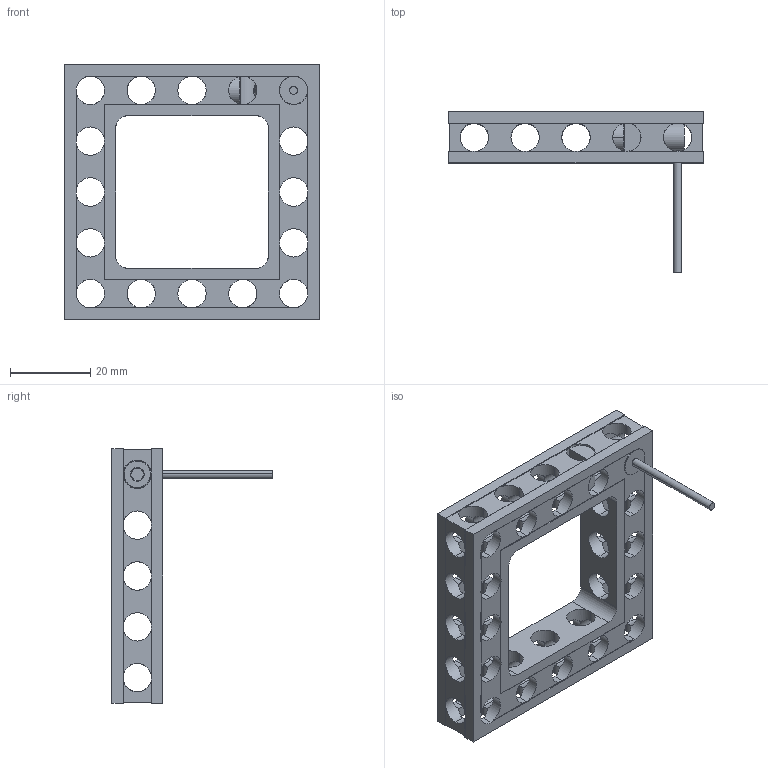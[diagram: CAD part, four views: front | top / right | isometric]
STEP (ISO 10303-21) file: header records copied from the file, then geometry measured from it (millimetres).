
FILE_DESCRIPTION (( 'STEP AP214' ), '1' );
FILE_NAME ('RodFlexureAssembly.STEP', '2016-08-15T15:59:23', ( '' ), ( '' ), 'SwSTEP 2.0', 'SolidWorks 2014', '' );
FILE_SCHEMA (( 'AUTOMOTIVE_DESIGN' ));
Length unit declared in the file: metre
Products named in the file (7): Rodfastener2; WasherRodFastener; B11-5-5-N; RodFlexureAssembly; 91290A144_BLACK-OXIDE CLASS 12.9 SOCKET HEAD CAP SCREW_91290A144; W11-1-M4_STS; Rod
Assembly tree (7 placements, depth 2):
  RodFlexureAssembly
    B11-5-5-N
    WasherRodFastener  x2
    Rodfastener2
    Rod
    W11-1-M4_STS
    91290A144_BLACK-OXIDE CLASS 12.9 SOCKET HEAD CAP SCREW_91290A144
Bounding box: 63.5 x 40.02 x 63.5 mm (x, y, z)
Volume: 17307.6 mm3; surface area: 16040.9 mm2
Topology: 7 solids, 7 shells, 454 faces, 1600 edges, 1036 vertices
Faces by surface type: cylinder 245, plane 189, cone 16, bspline 4
Entity records: 24263 total; most frequent: CARTESIAN_POINT 7568, ORIENTED_EDGE 3176, DIRECTION 2402, EDGE_CURVE 1588, VERTEX_POINT 1028, AXIS2_PLACEMENT_3D 835, LINE 732, VECTOR 732
